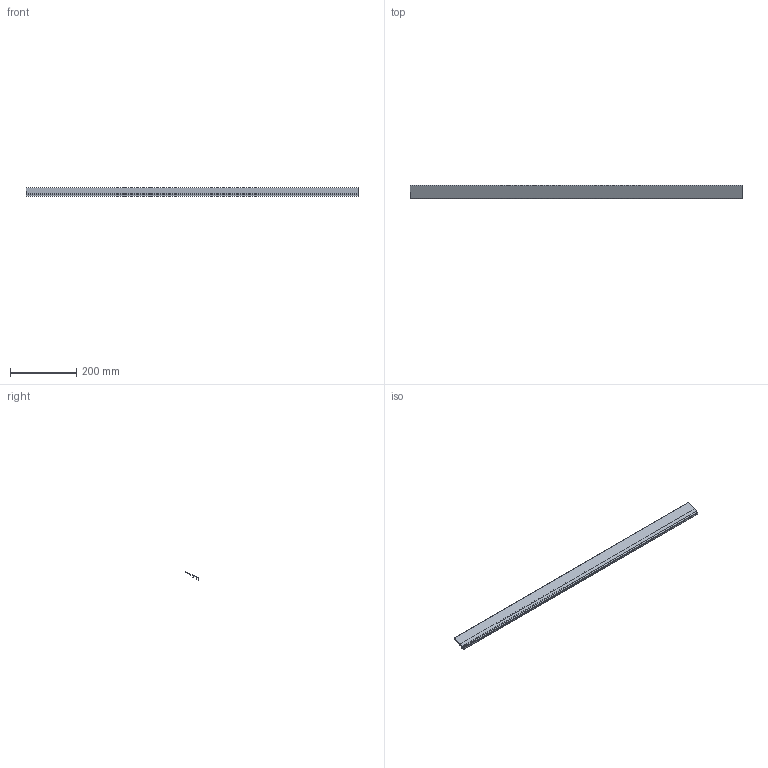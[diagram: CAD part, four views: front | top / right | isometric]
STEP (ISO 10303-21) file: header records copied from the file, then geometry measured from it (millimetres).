
FILE_DESCRIPTION(('STEP AP214'),'1');
FILE_NAME('cctmp_FF1D9694-FD1C-4718-8385-6119B00F7419_2020_1_13_14_15_4_904..stp','2020-01-13T13:15:04',('Bosch Rexroth AG'),('CADClick - www.CADClick.com'),'Spatial InterOp 3D',' ','unknown authorization - (Healing Option Enabled)');
FILE_SCHEMA(('AUTOMOTIVE_DESIGN'));
Length unit declared in the file: millimetre
Products named in the file (1): 2020_01_13__14-15-04-904
Bounding box: 1000 x 39.3 x 24.57 mm (x, y, z)
Volume: 89497.2 mm3; surface area: 122033.9 mm2
Topology: 1 solids, 1 shells, 35 faces, 99 edges, 66 vertices
Faces by surface type: plane 23, cylinder 12
Entity records: 1441 total; most frequent: CARTESIAN_POINT 201, ORIENTED_EDGE 198, DIRECTION 195, EDGE_CURVE 99, LINE 75, VECTOR 75, VERTEX_POINT 66, AXIS2_PLACEMENT_3D 60
